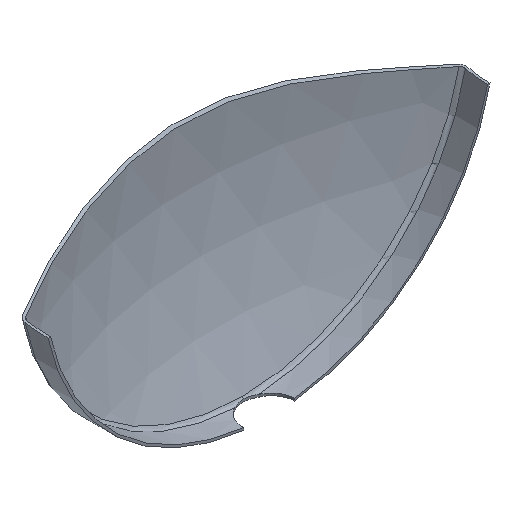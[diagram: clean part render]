
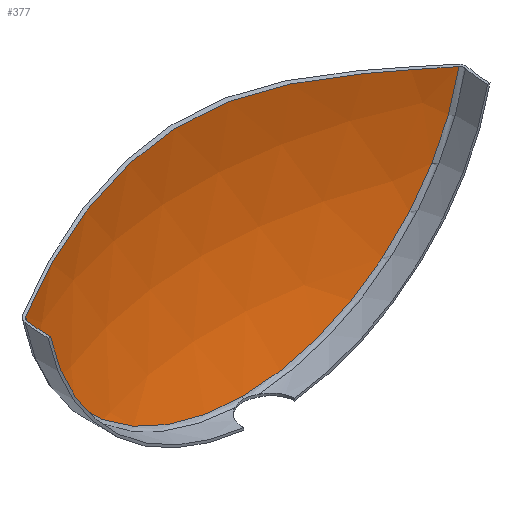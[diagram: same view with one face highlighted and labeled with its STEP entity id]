
A CAD part, isometric view. The second image highlights one B-rep face of the part: STEP entity #377.
In plain terms, the highlighted spherical face has radius 508 mm.
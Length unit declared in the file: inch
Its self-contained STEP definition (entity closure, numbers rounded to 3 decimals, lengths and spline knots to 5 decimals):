
#12 = CARTESIAN_POINT ( 'NONE',  ( 0., 1.18138, 0. ) ) ;
#35 = FACE_OUTER_BOUND ( 'NONE', #262, .T. ) ;
#46 = CARTESIAN_POINT ( 'NONE',  ( 6.56385, 2.58558, -1.409 ) ) ;
#74 = EDGE_CURVE ( 'NONE', #375, #602, #710, .T. ) ;
#84 = CARTESIAN_POINT ( 'NONE',  ( -4.88124, 3.10656, -1.08065 ) ) ;
#96 = CARTESIAN_POINT ( 'NONE',  ( 0.09683, 3.73338, -0.56103 ) ) ;
#116 = ORIENTED_EDGE ( 'NONE', *, *, #486, .T. ) ;
#123 = DIRECTION ( 'NONE',  ( 0., -1., 0. ) ) ;
#131 = CARTESIAN_POINT ( 'NONE',  ( 0., 1.18138, -9.78981 ) ) ;
#135 = CARTESIAN_POINT ( 'NONE',  ( -1.69385, 3.66393, -0.62709 ) ) ;
#138 = EDGE_CURVE ( 'NONE', #435, #602, #524, .T. ) ;
#144 = CARTESIAN_POINT ( 'NONE',  ( -3.96503, 3.32384, -0.91858 ) ) ;
#149 = CARTESIAN_POINT ( 'NONE',  ( 0., 1.18138, 0. ) ) ;
#157 = CARTESIAN_POINT ( 'NONE',  ( 1.0539, 3.7059, -0.58742 ) ) ;
#172 = CARTESIAN_POINT ( 'NONE',  ( 7.7229, 2.12218, -1.63561 ) ) ;
#204 = CARTESIAN_POINT ( 'NONE',  ( -6.56922, 2.58359, -1.41008 ) ) ;
#210 = CARTESIAN_POINT ( 'NONE',  ( -8.10412, 1.95082, -1.70642 ) ) ;
#215 = CARTESIAN_POINT ( 'NONE',  ( -5.38554, 2.97126, -1.17522 ) ) ;
#226 = DIRECTION ( 'NONE',  ( 1., 0., 0. ) ) ;
#231 = CARTESIAN_POINT ( 'NONE',  ( 8.10311, 1.9513, -1.70624 ) ) ;
#238 = CARTESIAN_POINT ( 'NONE',  ( 5.17202, 3.02779, -1.13539 ) ) ;
#262 = EDGE_LOOP ( 'NONE', ( #354, #116, #740 ) ) ;
#278 = DIRECTION ( 'NONE',  ( 0., 0., 1. ) ) ;
#279 = CARTESIAN_POINT ( 'NONE',  ( 0.20313, 3.73257, -0.56182 ) ) ;
#293 = CARTESIAN_POINT ( 'NONE',  ( 8.85543, 1.5849, -1.83387 ) ) ;
#297 = CARTESIAN_POINT ( 'NONE',  ( 0.84205, 3.71626, -0.5775 ) ) ;
#312 = CIRCLE ( 'NONE', #757, 9.78981 ) ;
#334 = DIRECTION ( 'NONE',  ( 0., -1., 0. ) ) ;
#336 = SPHERICAL_SURFACE ( 'NONE', #635, 20. ) ;
#339 = CARTESIAN_POINT ( 'NONE',  ( 6.95327, 2.43932, -1.487 ) ) ;
#347 = CARTESIAN_POINT ( 'NONE',  ( 5.97183, 2.78628, -1.29129 ) ) ;
#354 = ORIENTED_EDGE ( 'NONE', *, *, #74, .F. ) ;
#375 = VERTEX_POINT ( 'NONE', #768 ) ;
#377 = ADVANCED_FACE ( 'NONE', ( #35 ), #336, .F. ) ;
#380 = CARTESIAN_POINT ( 'NONE',  ( -7.72469, 2.12138, -1.63594 ) ) ;
#393 = CARTESIAN_POINT ( 'NONE',  ( -4.47504, 3.20841, -1.00669 ) ) ;
#402 = CARTESIAN_POINT ( 'NONE',  ( 5.37281, 2.97051, -1.17391 ) ) ;
#406 = CARTESIAN_POINT ( 'NONE',  ( 1.68665, 3.66461, -0.62645 ) ) ;
#421 = CARTESIAN_POINT ( 'NONE',  ( 2.93427, 3.51461, -0.76155 ) ) ;
#435 = VERTEX_POINT ( 'NONE', #131 ) ;
#449 = CARTESIAN_POINT ( 'NONE',  ( -2.93874, 3.51391, -0.76216 ) ) ;
#453 = CARTESIAN_POINT ( 'NONE',  ( -4.78003, 3.13283, -1.06191 ) ) ;
#457 = CARTESIAN_POINT ( 'NONE',  ( -4.16933, 3.27972, -0.95302 ) ) ;
#467 = CARTESIAN_POINT ( 'NONE',  ( 9.59612, 1.18138, -1.93775 ) ) ;
#471 = CARTESIAN_POINT ( 'NONE',  ( -0.85555, 3.71906, -0.575 ) ) ;
#476 = CARTESIAN_POINT ( 'NONE',  ( 5.07147, 3.05559, -1.1163 ) ) ;
#486 = EDGE_CURVE ( 'NONE', #375, #435, #312, .T. ) ;
#511 = CARTESIAN_POINT ( 'NONE',  ( -9.22742, 1.38946, -1.89087 ) ) ;
#517 = CARTESIAN_POINT ( 'NONE',  ( -8.85549, 1.58486, -1.83388 ) ) ;
#524 = CIRCLE ( 'NONE', #606, 9.78981 ) ;
#540 = CARTESIAN_POINT ( 'NONE',  ( 4.5679, 3.19036, -1.02196 ) ) ;
#575 = CARTESIAN_POINT ( 'NONE',  ( -9.59612, 1.18138, -1.93775 ) ) ;
#580 = CARTESIAN_POINT ( 'NONE',  ( 0., -16.25879, 0. ) ) ;
#585 = CARTESIAN_POINT ( 'NONE',  ( 9.22754, 1.38939, -1.89089 ) ) ;
#592 = CARTESIAN_POINT ( 'NONE',  ( 3.34565, 3.44684, -0.8198 ) ) ;
#600 = CARTESIAN_POINT ( 'NONE',  ( -0.43379, 3.73313, -0.56128 ) ) ;
#602 = VERTEX_POINT ( 'NONE', #467 ) ;
#606 = AXIS2_PLACEMENT_3D ( 'NONE', #12, #123, #616 ) ;
#616 = DIRECTION ( 'NONE',  ( 0., 0., -1. ) ) ;
#635 = AXIS2_PLACEMENT_3D ( 'NONE', #580, #278, #226 ) ;
#676 = CARTESIAN_POINT ( 'NONE',  ( -2.1104, 3.62286, -0.66544 ) ) ;
#679 = CARTESIAN_POINT ( 'NONE',  ( -4.57689, 3.18376, -1.02493 ) ) ;
#687 = CARTESIAN_POINT ( 'NONE',  ( -5.78337, 2.85034, -1.2538 ) ) ;
#695 = CARTESIAN_POINT ( 'NONE',  ( 4.16247, 3.28472, -0.95001 ) ) ;
#702 = CARTESIAN_POINT ( 'NONE',  ( 0.41607, 3.72918, -0.56509 ) ) ;
#706 = CARTESIAN_POINT ( 'NONE',  ( 0.52282, 3.7266, -0.56757 ) ) ;
#709 = CARTESIAN_POINT ( 'NONE',  ( 9.59612, 1.18138, -1.93775 ) ) ;
#710 = B_SPLINE_CURVE_WITH_KNOTS ( 'NONE', 3,
 ( #575, #511, #517, #210, #380, #742, #204, #687, #215, #84, #453, #679, #393, #457, #144, #738, #449, #676, #135, #471, #600, #96, #279, #702, #706, #297, #157, #406, #715, #421, #592, #695, #540, #476, #238, #402, #765, #769, #347, #46, #339, #172, #231, #293, #585, #709 ),
 .UNSPECIFIED., .F., .F.,
 ( 4, 2, 2, 2, 2, 2, 2, 2, 2, 2, 2, 2, 2, 2, 2, 2, 2, 2, 2, 2, 2, 2, 4 ),
 ( 0., 0.03212, 0.06425, 0.09637, 0.1285, 0.13653, 0.14456, 0.16062, 0.19274, 0.22487, 0.25699, 0.26502, 0.27305, 0.28912, 0.32124, 0.35336, 0.38549, 0.39352, 0.40155, 0.41761, 0.44974, 0.48186, 0.51398 ),
 .UNSPECIFIED. ) ;
#715 = CARTESIAN_POINT ( 'NONE',  ( 2.10477, 3.62349, -0.66486 ) ) ;
#738 = CARTESIAN_POINT ( 'NONE',  ( -3.35053, 3.44602, -0.82051 ) ) ;
#740 = ORIENTED_EDGE ( 'NONE', *, *, #138, .T. ) ;
#742 = CARTESIAN_POINT ( 'NONE',  ( -6.95724, 2.43776, -1.48777 ) ) ;
#751 = DIRECTION ( 'NONE',  ( 0., 0., -1. ) ) ;
#757 = AXIS2_PLACEMENT_3D ( 'NONE', #149, #334, #751 ) ;
#765 = CARTESIAN_POINT ( 'NONE',  ( 5.4731, 2.94101, -1.19334 ) ) ;
#768 = CARTESIAN_POINT ( 'NONE',  ( -9.59612, 1.18138, -1.93775 ) ) ;
#769 = CARTESIAN_POINT ( 'NONE',  ( 5.77318, 2.85006, -1.25193 ) ) ;
